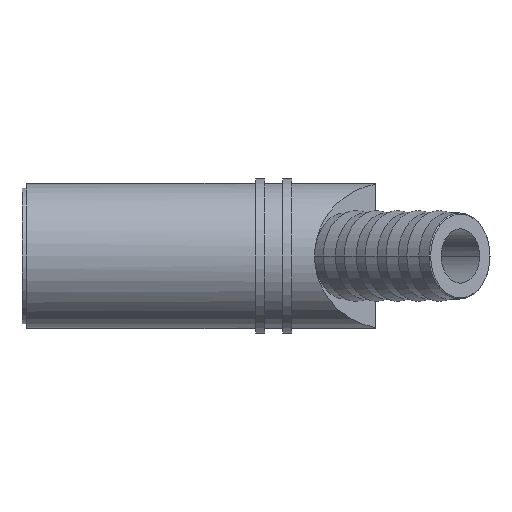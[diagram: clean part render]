
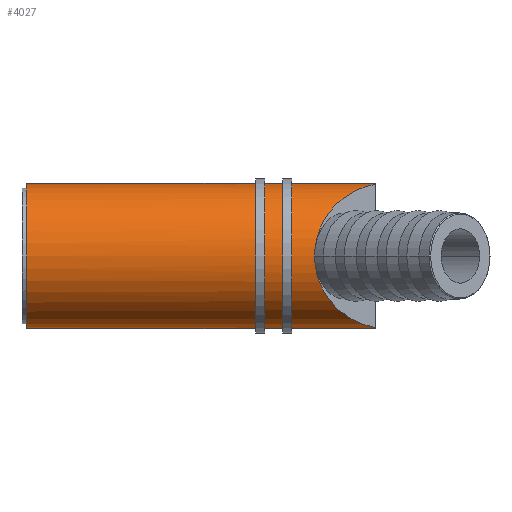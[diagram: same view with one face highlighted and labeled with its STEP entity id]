
A CAD part, front view. The second image highlights one B-rep face of the part: STEP entity #4027.
In plain terms, the highlighted cylindrical face has radius 16 mm (diameter 32 mm), a partial arc.
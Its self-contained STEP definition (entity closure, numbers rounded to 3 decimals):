
#36 = CIRCLE ( 'NONE', #1173, 16. ) ;
#326 = CARTESIAN_POINT ( 'NONE',  ( 78., 0., 0. ) ) ;
#334 = EDGE_CURVE ( 'NONE', #3958, #6254, #5138, .T. ) ;
#376 = ORIENTED_EDGE ( 'NONE', *, *, #7477, .T. ) ;
#434 = CARTESIAN_POINT ( 'NONE',  ( 1., 0., 0. ) ) ;
#437 = EDGE_CURVE ( 'NONE', #6254, #7374, #5932, .T. ) ;
#449 = VERTEX_POINT ( 'NONE', #5673 ) ;
#549 = VECTOR ( 'NONE', #1730, 1000. ) ;
#560 = FACE_OUTER_BOUND ( 'NONE', #7734, .T. ) ;
#842 = ORIENTED_EDGE ( 'NONE', *, *, #3494, .T. ) ;
#845 = DIRECTION ( 'NONE',  ( 0., 0., 1. ) ) ;
#1130 = CARTESIAN_POINT ( 'NONE',  ( 64.565, -16., -8.217 ) ) ;
#1173 = AXIS2_PLACEMENT_3D ( 'NONE', #434, #2873, #6480 ) ;
#1272 = ORIENTED_EDGE ( 'NONE', *, *, #437, .T. ) ;
#1327 = CARTESIAN_POINT ( 'NONE',  ( 78., 0., 0. ) ) ;
#1529 = VERTEX_POINT ( 'NONE', #7068 ) ;
#1576 = CARTESIAN_POINT ( 'NONE',  ( 64.565, -16., 0. ) ) ;
#1580 = CARTESIAN_POINT ( 'NONE',  ( 1., 0., -16. ) ) ;
#1658 = CARTESIAN_POINT ( 'NONE',  ( 0., 0., 16. ) ) ;
#1689 = CARTESIAN_POINT ( 'NONE',  ( 0., 0., -16. ) ) ;
#1730 = DIRECTION ( 'NONE',  ( -1., 0., 0. ) ) ;
#2306 = CARTESIAN_POINT ( 'NONE',  ( 69.889, -10.676, -14.476 ) ) ;
#2465 = CARTESIAN_POINT ( 'NONE',  ( 64.565, -16., 0. ) ) ;
#2486 = CYLINDRICAL_SURFACE ( 'NONE', #5046, 16. ) ;
#2622 = VERTEX_POINT ( 'NONE', #1580 ) ;
#2795 = AXIS2_PLACEMENT_3D ( 'NONE', #326, #6810, #845 ) ;
#2873 = DIRECTION ( 'NONE',  ( -1., 0., 0. ) ) ;
#2909 = CARTESIAN_POINT ( 'NONE',  ( 78., -2.565, 15.793 ) ) ;
#3028 = DIRECTION ( 'NONE',  ( 0., 0., 1. ) ) ;
#3090 = ORIENTED_EDGE ( 'NONE', *, *, #4938, .T. ) ;
#3141 = DIRECTION ( 'NONE',  ( -1., 0., 0. ) ) ;
#3412 = CIRCLE ( 'NONE', #3918, 16. ) ;
#3494 = EDGE_CURVE ( 'NONE', #449, #1529, #3412, .T. ) ;
#3502 = DIRECTION ( 'NONE',  ( 0., 0., 1. ) ) ;
#3596 = CARTESIAN_POINT ( 'NONE',  ( 78., -2.565, 15.793 ) ) ;
#3707 = ORIENTED_EDGE ( 'NONE', *, *, #3839, .F. ) ;
#3759 = ORIENTED_EDGE ( 'NONE', *, *, #5473, .F. ) ;
#3839 = EDGE_CURVE ( 'NONE', #2622, #5663, #36, .T. ) ;
#3918 = AXIS2_PLACEMENT_3D ( 'NONE', #1327, #3141, #3028 ) ;
#3958 = VERTEX_POINT ( 'NONE', #1576 ) ;
#4027 = ADVANCED_FACE ( 'NONE', ( #560 ), #2486, .T. ) ;
#4144 = CARTESIAN_POINT ( 'NONE',  ( 64.565, -16., 8.217 ) ) ;
#4345 = CARTESIAN_POINT ( 'NONE',  ( 64.565, -16., 0. ) ) ;
#4938 = EDGE_CURVE ( 'NONE', #7374, #5663, #5271, .T. ) ;
#5046 = AXIS2_PLACEMENT_3D ( 'NONE', #7705, #7077, #3502 ) ;
#5138 =( BOUNDED_CURVE ( )  B_SPLINE_CURVE ( 3, ( #2465, #4144, #6583, #3596 ),
 .UNSPECIFIED., .F., .T. ) 
 B_SPLINE_CURVE_WITH_KNOTS ( ( 4, 4 ),
 ( 0., 1.41 ),
 .UNSPECIFIED. ) 
 CURVE ( )  GEOMETRIC_REPRESENTATION_ITEM ( )  RATIONAL_B_SPLINE_CURVE ( ( 1., 0.841, 0.841, 1. ) ) 
 REPRESENTATION_ITEM ( '' )  );
#5249 = ORIENTED_EDGE ( 'NONE', *, *, #334, .T. ) ;
#5271 = LINE ( 'NONE', #1658, #5808 ) ;
#5473 = EDGE_CURVE ( 'NONE', #449, #2622, #7065, .T. ) ;
#5538 = CARTESIAN_POINT ( 'NONE',  ( 1., 0., 16. ) ) ;
#5663 = VERTEX_POINT ( 'NONE', #5538 ) ;
#5673 = CARTESIAN_POINT ( 'NONE',  ( 78., 0., -16. ) ) ;
#5808 = VECTOR ( 'NONE', #6334, 1000. ) ;
#5932 = CIRCLE ( 'NONE', #2795, 16. ) ;
#6254 = VERTEX_POINT ( 'NONE', #2909 ) ;
#6334 = DIRECTION ( 'NONE',  ( -1., 0., 0. ) ) ;
#6480 = DIRECTION ( 'NONE',  ( 0., 0., 1. ) ) ;
#6545 =( BOUNDED_CURVE ( )  B_SPLINE_CURVE ( 3, ( #7681, #2306, #1130, #4345 ),
 .UNSPECIFIED., .F., .T. ) 
 B_SPLINE_CURVE_WITH_KNOTS ( ( 4, 4 ),
 ( 4.873, 6.283 ),
 .UNSPECIFIED. ) 
 CURVE ( )  GEOMETRIC_REPRESENTATION_ITEM ( )  RATIONAL_B_SPLINE_CURVE ( ( 1., 0.841, 0.841, 1. ) ) 
 REPRESENTATION_ITEM ( '' )  );
#6583 = CARTESIAN_POINT ( 'NONE',  ( 69.889, -10.676, 14.476 ) ) ;
#6810 = DIRECTION ( 'NONE',  ( -1., 0., 0. ) ) ;
#7065 = LINE ( 'NONE', #1689, #549 ) ;
#7068 = CARTESIAN_POINT ( 'NONE',  ( 78., -2.565, -15.793 ) ) ;
#7077 = DIRECTION ( 'NONE',  ( -1., 0., 0. ) ) ;
#7185 = CARTESIAN_POINT ( 'NONE',  ( 78., 0., 16. ) ) ;
#7374 = VERTEX_POINT ( 'NONE', #7185 ) ;
#7477 = EDGE_CURVE ( 'NONE', #1529, #3958, #6545, .T. ) ;
#7681 = CARTESIAN_POINT ( 'NONE',  ( 78., -2.565, -15.793 ) ) ;
#7705 = CARTESIAN_POINT ( 'NONE',  ( 0., 0., 0. ) ) ;
#7734 = EDGE_LOOP ( 'NONE', ( #3759, #842, #376, #5249, #1272, #3090, #3707 ) ) ;
